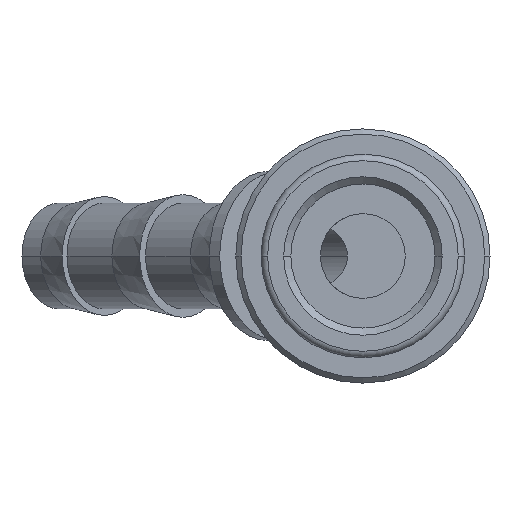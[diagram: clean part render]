
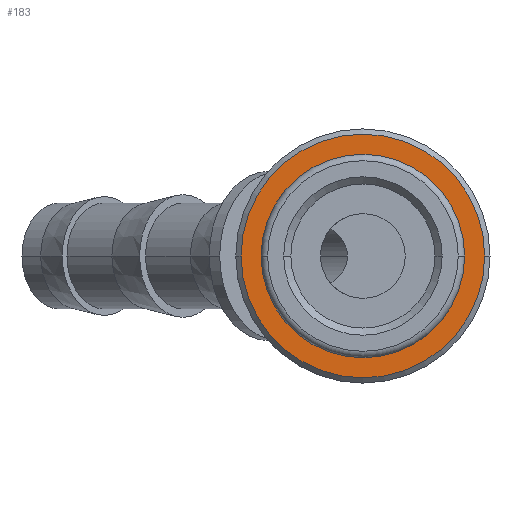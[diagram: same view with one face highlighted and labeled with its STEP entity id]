
A CAD part, front view. The second image highlights one B-rep face of the part: STEP entity #183.
In plain terms, the highlighted planar face has unit normal (0, -1, 0).
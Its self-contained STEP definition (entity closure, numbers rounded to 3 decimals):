
#183=ADVANCED_FACE('',(#388,#389),#390,.T.);
#388=FACE_BOUND('',#613,.T.);
#389=FACE_OUTER_BOUND('',#614,.T.);
#390=PLANE('',#615);
#613=EDGE_LOOP('',(#1056,#1057));
#614=EDGE_LOOP('',(#1058,#1059));
#615=AXIS2_PLACEMENT_3D('',#1060,#1061,#1062);
#1056=ORIENTED_EDGE('',*,*,#1340,.T.);
#1057=ORIENTED_EDGE('',*,*,#1288,.T.);
#1058=ORIENTED_EDGE('',*,*,#1419,.F.);
#1059=ORIENTED_EDGE('',*,*,#1338,.F.);
#1060=CARTESIAN_POINT('',(5.75,3.6,0.0));
#1061=DIRECTION('',(0.,-1.0,0.0));
#1062=DIRECTION('',(-1.0,0.,0.0));
#1288=EDGE_CURVE('',#1524,#1528,#1530,.T.);
#1338=EDGE_CURVE('',#1604,#1599,#1606,.T.);
#1340=EDGE_CURVE('',#1528,#1524,#1608,.T.);
#1419=EDGE_CURVE('',#1599,#1604,#1712,.T.);
#1524=VERTEX_POINT('',#1829);
#1528=VERTEX_POINT('',#1834);
#1530=CIRCLE('',#1837,9.0);
#1599=VERTEX_POINT('',#1973);
#1604=VERTEX_POINT('',#1979);
#1606=CIRCLE('',#1982,11.5);
#1608=CIRCLE('',#1984,9.0);
#1712=CIRCLE('',#2170,11.5);
#1829=CARTESIAN_POINT('',(9.0,3.6,0.));
#1834=CARTESIAN_POINT('',(-9.0,3.6,0.));
#1837=AXIS2_PLACEMENT_3D('',#2277,#2278,#2279);
#1973=CARTESIAN_POINT('',(11.5,3.6,0.0));
#1979=CARTESIAN_POINT('',(-11.5,3.6,0.));
#1982=AXIS2_PLACEMENT_3D('',#2364,#2365,#2366);
#1984=AXIS2_PLACEMENT_3D('',#2367,#2368,#2369);
#2170=AXIS2_PLACEMENT_3D('',#2479,#2480,#2481);
#2277=CARTESIAN_POINT('',(0.0,3.6,0.0));
#2278=DIRECTION('',(0.,1.0,0.0));
#2279=DIRECTION('',(1.0,0.,0.0));
#2364=CARTESIAN_POINT('',(0.0,3.6,0.0));
#2365=DIRECTION('',(-0.0,1.0,0.0));
#2366=DIRECTION('',(1.0,0.0,0.0));
#2367=CARTESIAN_POINT('',(0.0,3.6,0.0));
#2368=DIRECTION('',(0.,1.0,0.0));
#2369=DIRECTION('',(1.0,0.,0.0));
#2479=CARTESIAN_POINT('',(0.0,3.6,0.0));
#2480=DIRECTION('',(-0.0,1.0,0.0));
#2481=DIRECTION('',(1.0,0.0,0.0));
